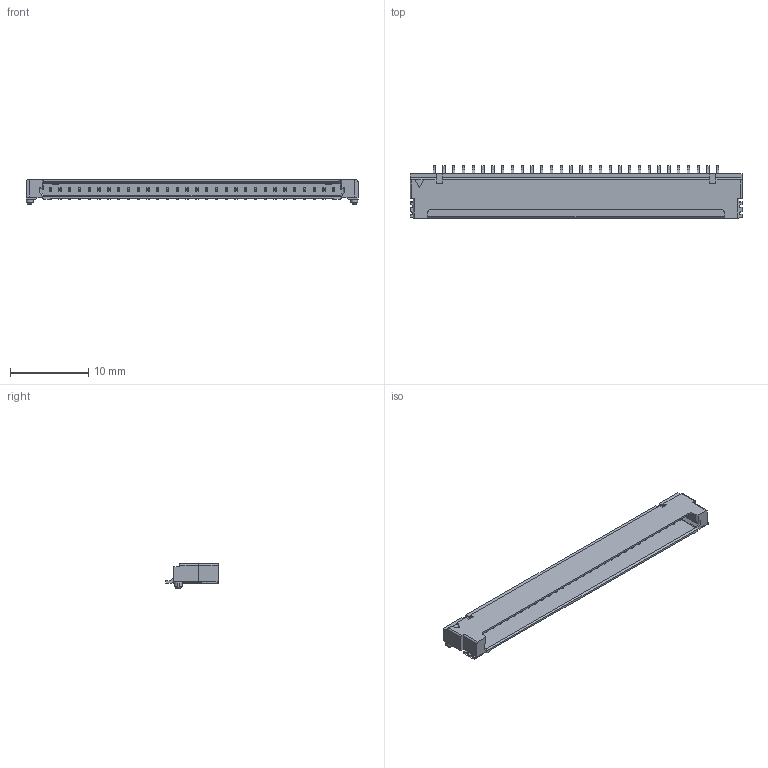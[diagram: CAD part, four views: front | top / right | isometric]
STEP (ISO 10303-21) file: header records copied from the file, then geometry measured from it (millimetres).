
FILE_DESCRIPTION(('CoCreate Modeling STEP Export'),'2;1');
FILE_NAME('DF14-30P-1.25H.stp','2011-03-18T11:20:46',(''),(''),'CoCreate Modeling STEP processor for AP214 (Solid Model)','CoCreate Modeling 17.0 01-Apr-2010 (C) Parametric Technology GmbH','');
FILE_SCHEMA(('AUTOMOTIVE_DESIGN { 1 0 10303 214 1 1 1 1 }'));
Length unit declared in the file: millimetre
Products named in the file (1): DF14-30P-1.25H
Bounding box: 42.45 x 6.7 x 3.1 mm (x, y, z)
Volume: 292.7 mm3; surface area: 1111.9 mm2
Topology: 1 solids, 1 shells, 916 faces, 2516 edges, 1662 vertices
Faces by surface type: plane 807, cylinder 97, cone 12
Entity records: 30326 total; most frequent: CARTESIAN_POINT 7280, ORIENTED_EDGE 5032, DIRECTION 4253, EDGE_CURVE 2516, VECTOR 2287, LINE 2287, VERTEX_POINT 1662, AXIS2_PLACEMENT_3D 983
